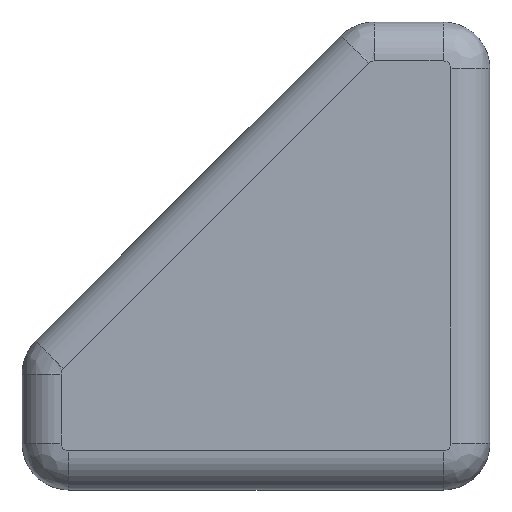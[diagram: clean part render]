
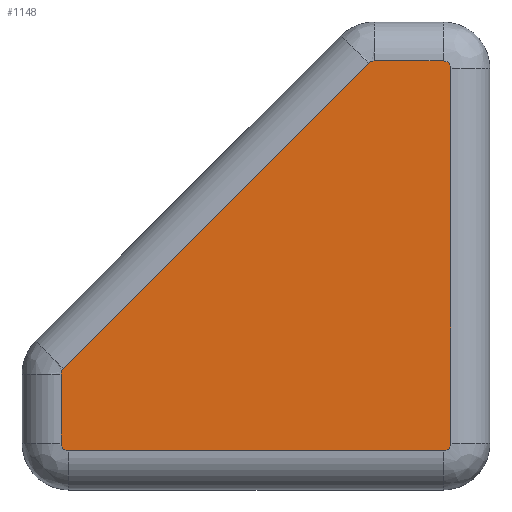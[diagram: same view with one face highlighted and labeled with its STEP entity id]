
A CAD part, top view. The second image highlights one B-rep face of the part: STEP entity #1148.
In plain terms, the highlighted planar face has unit normal (0, 0, 1).
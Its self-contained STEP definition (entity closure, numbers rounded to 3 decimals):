
#64=CIRCLE('',#1246,0.5);
#65=CIRCLE('',#1247,0.5);
#66=CIRCLE('',#1248,0.5);
#67=CIRCLE('',#1249,0.5);
#68=CIRCLE('',#1250,0.5);
#113=FACE_OUTER_BOUND('',#181,.T.);
#181=EDGE_LOOP('',(#829,#830,#831,#832,#833,#834,#835,#836,#837,#838));
#301=LINE('',#1831,#407);
#302=LINE('',#1835,#408);
#303=LINE('',#1839,#409);
#304=LINE('',#1843,#410);
#305=LINE('',#1847,#411);
#407=VECTOR('',#1430,1000.);
#408=VECTOR('',#1433,1000.);
#409=VECTOR('',#1436,1000.);
#410=VECTOR('',#1439,1000.);
#411=VECTOR('',#1442,1000.);
#517=VERTEX_POINT('',#1829);
#518=VERTEX_POINT('',#1830);
#519=VERTEX_POINT('',#1832);
#520=VERTEX_POINT('',#1834);
#521=VERTEX_POINT('',#1836);
#522=VERTEX_POINT('',#1838);
#523=VERTEX_POINT('',#1840);
#524=VERTEX_POINT('',#1842);
#525=VERTEX_POINT('',#1844);
#526=VERTEX_POINT('',#1846);
#639=EDGE_CURVE('',#517,#518,#301,.T.);
#640=EDGE_CURVE('',#518,#519,#64,.T.);
#641=EDGE_CURVE('',#519,#520,#302,.T.);
#642=EDGE_CURVE('',#520,#521,#65,.T.);
#643=EDGE_CURVE('',#521,#522,#303,.T.);
#644=EDGE_CURVE('',#522,#523,#66,.T.);
#645=EDGE_CURVE('',#523,#524,#304,.T.);
#646=EDGE_CURVE('',#524,#525,#67,.T.);
#647=EDGE_CURVE('',#525,#526,#305,.T.);
#648=EDGE_CURVE('',#526,#517,#68,.T.);
#829=ORIENTED_EDGE('',*,*,#639,.T.);
#830=ORIENTED_EDGE('',*,*,#640,.T.);
#831=ORIENTED_EDGE('',*,*,#641,.T.);
#832=ORIENTED_EDGE('',*,*,#642,.T.);
#833=ORIENTED_EDGE('',*,*,#643,.T.);
#834=ORIENTED_EDGE('',*,*,#644,.T.);
#835=ORIENTED_EDGE('',*,*,#645,.T.);
#836=ORIENTED_EDGE('',*,*,#646,.T.);
#837=ORIENTED_EDGE('',*,*,#647,.T.);
#838=ORIENTED_EDGE('',*,*,#648,.T.);
#1113=PLANE('',#1245);
#1148=ADVANCED_FACE('',(#113),#1113,.T.);
#1245=AXIS2_PLACEMENT_3D('',#1828,#1428,#1429);
#1246=AXIS2_PLACEMENT_3D('',#1833,#1431,#1432);
#1247=AXIS2_PLACEMENT_3D('',#1837,#1434,#1435);
#1248=AXIS2_PLACEMENT_3D('',#1841,#1437,#1438);
#1249=AXIS2_PLACEMENT_3D('',#1845,#1440,#1441);
#1250=AXIS2_PLACEMENT_3D('',#1848,#1443,#1444);
#1428=DIRECTION('center_axis',(0.,0.,
1.));
#1429=DIRECTION('ref_axis',(0.,1.,0.));
#1430=DIRECTION('',(-1.,0.,0.));
#1431=DIRECTION('center_axis',(0.,0.,
1.));
#1432=DIRECTION('ref_axis',(0.,1.,0.));
#1433=DIRECTION('',(-0.707,-0.707,0.));
#1434=DIRECTION('center_axis',(0.,0.,
1.));
#1435=DIRECTION('ref_axis',(0.,1.,0.));
#1436=DIRECTION('',(0.,-1.,0.));
#1437=DIRECTION('center_axis',(0.,0.,
1.));
#1438=DIRECTION('ref_axis',(0.,1.,0.));
#1439=DIRECTION('',(1.,0.,0.));
#1440=DIRECTION('center_axis',(0.,0.,
1.));
#1441=DIRECTION('ref_axis',(0.,1.,0.));
#1442=DIRECTION('',(0.,1.,0.));
#1443=DIRECTION('center_axis',(0.,0.,
1.));
#1444=DIRECTION('ref_axis',(0.,1.,0.));
#1828=CARTESIAN_POINT('Origin',(12.,-12.,3.));
#1829=CARTESIAN_POINT('',(12.,12.5,3.));
#1830=CARTESIAN_POINT('',(7.578,12.5,3.));
#1831=CARTESIAN_POINT('',(12.,12.5,3.));
#1832=CARTESIAN_POINT('',(7.224,12.354,3.));
#1833=CARTESIAN_POINT('Origin',(7.578,12.,3.));
#1834=CARTESIAN_POINT('',(-12.354,-7.224,3.));
#1835=CARTESIAN_POINT('',(-2.565,2.565,3.));
#1836=CARTESIAN_POINT('',(-12.5,-7.578,3.));
#1837=CARTESIAN_POINT('Origin',(-12.,-7.578,3.));
#1838=CARTESIAN_POINT('',(-12.5,-12.,3.));
#1839=CARTESIAN_POINT('',(-12.5,-12.,3.));
#1840=CARTESIAN_POINT('',(-12.,-12.5,3.));
#1841=CARTESIAN_POINT('Origin',(-12.,-12.,3.));
#1842=CARTESIAN_POINT('',(12.,-12.5,3.));
#1843=CARTESIAN_POINT('',(12.,-12.5,3.));
#1844=CARTESIAN_POINT('',(12.5,-12.,3.));
#1845=CARTESIAN_POINT('Origin',(12.,-12.,3.));
#1846=CARTESIAN_POINT('',(12.5,12.,3.));
#1847=CARTESIAN_POINT('',(12.5,-12.,3.));
#1848=CARTESIAN_POINT('Origin',(12.,12.,3.));
